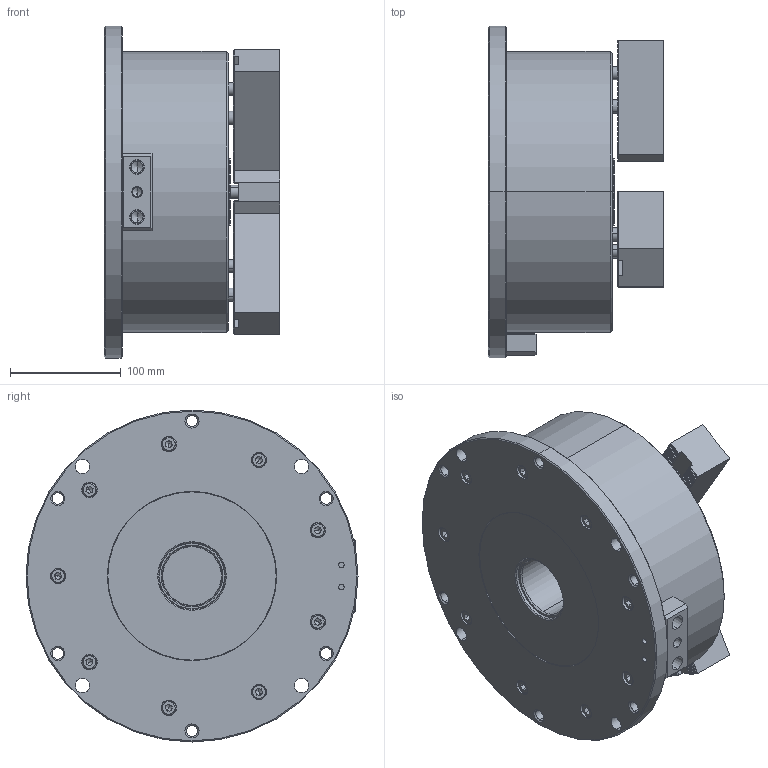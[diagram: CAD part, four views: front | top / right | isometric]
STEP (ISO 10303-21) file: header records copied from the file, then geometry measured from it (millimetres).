
FILE_DESCRIPTION (( 'STEP AP203' ), '1' );
FILE_NAME ('CF-SP-310.STEP', '2018-01-08T09:03:29', ( 'temp' ), ( '' ), 'SwSTEP 2.0', 'SolidWorks 2016', '' );
FILE_SCHEMA (( 'CONFIG_CONTROL_DESIGN' ));
Length unit declared in the file: millimetre
Products named in the file (12): SP-310-07000-1; CF-SP-310; SP-310-08000-1; SU-308-07000-1; SJ-10; 圓頭內六角螺栓_M5x10; 圓頭內六角螺栓_M6x30; 圓頭內六角螺栓_M8x20; SP-310-01000-1; 圓頭內六角螺栓_M12x30; SP-310-06000-1; M6黃油嘴
Assembly tree (29 placements, depth 2):
  CF-SP-310
    SP-310-01000-1
    SP-310-06000-1
    SP-310-07000-1
    SP-310-08000-1
    SU-308-07000-1
    SJ-10  x3
    圓頭內六角螺栓_M5x10  x3
    圓頭內六角螺栓_M6x30  x2
    圓頭內六角螺栓_M8x20  x9
    圓頭內六角螺栓_M12x30  x6
    M6黃油嘴
Bounding box: 158.25 x 300 x 300 mm (x, y, z)
Volume: 4519049.6 mm3; surface area: 568951.3 mm2
Topology: 30 solids, 30 shells, 2697 faces, 7439 edges, 4806 vertices
Faces by surface type: plane 1725, cylinder 708, cone 248, torus 10, sphere 6
Entity records: 34800 total; most frequent: CARTESIAN_POINT 6760, ORIENTED_EDGE 5652, DIRECTION 5260, EDGE_CURVE 2826, LINE 1962, VECTOR 1962, VERTEX_POINT 1837, AXIS2_PLACEMENT_3D 1649
